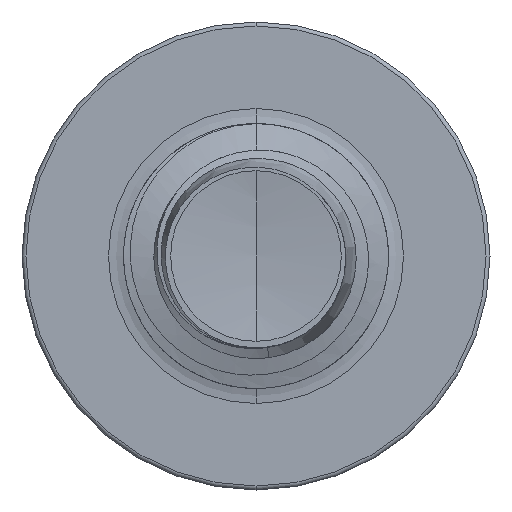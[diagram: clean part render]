
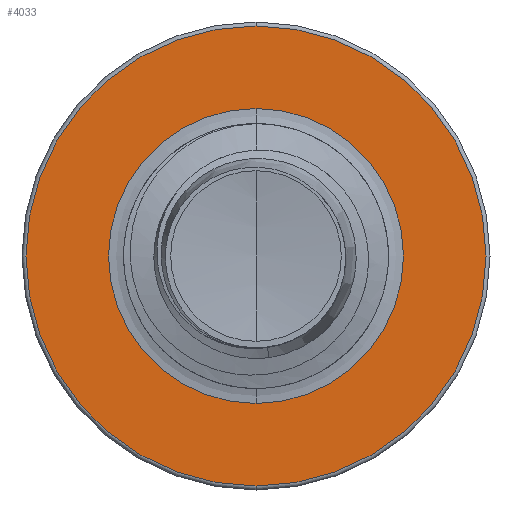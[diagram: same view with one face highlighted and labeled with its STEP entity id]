
A CAD part, front view. The second image highlights one B-rep face of the part: STEP entity #4033.
In plain terms, the highlighted planar face has unit normal (0, -1, 0).
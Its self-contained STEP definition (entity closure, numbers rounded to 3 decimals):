
#168 = CARTESIAN_POINT ( 'NONE',  ( 0., 5., 0. ) ) ;
#1626 = DIRECTION ( 'NONE',  ( 0., 0., 1. ) ) ;
#1950 = EDGE_CURVE ( 'NONE', #12194, #11076, #12751, .T. ) ;
#2104 = VERTEX_POINT ( 'NONE', #8437 ) ;
#2208 = VERTEX_POINT ( 'NONE', #7977 ) ;
#2225 = ORIENTED_EDGE ( 'NONE', *, *, #1950, .F. ) ;
#2915 = FACE_BOUND ( 'NONE', #5284, .T. ) ;
#3091 = DIRECTION ( 'NONE',  ( 0., 1., 0. ) ) ;
#4033 = ADVANCED_FACE ( 'NONE', ( #11197, #2915 ), #12297, .F. ) ;
#4259 = DIRECTION ( 'NONE',  ( 0., 1., 0. ) ) ;
#4432 = AXIS2_PLACEMENT_3D ( 'NONE', #9484, #3091, #10431 ) ;
#5284 = EDGE_LOOP ( 'NONE', ( #8110, #11430 ) ) ;
#5853 = EDGE_CURVE ( 'NONE', #2104, #2208, #12886, .T. ) ;
#6369 = DIRECTION ( 'NONE',  ( 0., 0., 1. ) ) ;
#7236 = DIRECTION ( 'NONE',  ( 0., 1., 0. ) ) ;
#7444 = CARTESIAN_POINT ( 'NONE',  ( 0., 5., -1.67 ) ) ;
#7977 = CARTESIAN_POINT ( 'NONE',  ( 0., 5., 1.67 ) ) ;
#8110 = ORIENTED_EDGE ( 'NONE', *, *, #10200, .T. ) ;
#8279 = ORIENTED_EDGE ( 'NONE', *, *, #10216, .F. ) ;
#8425 = CIRCLE ( 'NONE', #10980, 1.67 ) ;
#8437 = CARTESIAN_POINT ( 'NONE',  ( 0., 5., -1.67 ) ) ;
#8463 = DIRECTION ( 'NONE',  ( 0., 1., 0. ) ) ;
#8820 = DIRECTION ( 'NONE',  ( 0., 0., 1. ) ) ;
#8858 = CARTESIAN_POINT ( 'NONE',  ( 0., 5., 2.605 ) ) ;
#8892 = AXIS2_PLACEMENT_3D ( 'NONE', #7444, #7236, #6369 ) ;
#8947 = DIRECTION ( 'NONE',  ( 0., 1., 0. ) ) ;
#8974 = CARTESIAN_POINT ( 'NONE',  ( 0., 5., 0. ) ) ;
#9484 = CARTESIAN_POINT ( 'NONE',  ( 0., 5., 0. ) ) ;
#10200 = EDGE_CURVE ( 'NONE', #2208, #2104, #8425, .T. ) ;
#10216 = EDGE_CURVE ( 'NONE', #11076, #12194, #11176, .T. ) ;
#10325 = CARTESIAN_POINT ( 'NONE',  ( 0., 5., 0. ) ) ;
#10431 = DIRECTION ( 'NONE',  ( 0., 0., 1. ) ) ;
#10503 = CARTESIAN_POINT ( 'NONE',  ( 0., 5., -2.605 ) ) ;
#10980 = AXIS2_PLACEMENT_3D ( 'NONE', #168, #8463, #1626 ) ;
#11076 = VERTEX_POINT ( 'NONE', #10503 ) ;
#11176 = CIRCLE ( 'NONE', #11520, 2.605 ) ;
#11197 = FACE_OUTER_BOUND ( 'NONE', #13230, .T. ) ;
#11238 = DIRECTION ( 'NONE',  ( 0., 0., 1. ) ) ;
#11430 = ORIENTED_EDGE ( 'NONE', *, *, #5853, .T. ) ;
#11520 = AXIS2_PLACEMENT_3D ( 'NONE', #10325, #4259, #11238 ) ;
#12194 = VERTEX_POINT ( 'NONE', #8858 ) ;
#12297 = PLANE ( 'NONE',  #8892 ) ;
#12573 = AXIS2_PLACEMENT_3D ( 'NONE', #8974, #8947, #8820 ) ;
#12751 = CIRCLE ( 'NONE', #12573, 2.605 ) ;
#12886 = CIRCLE ( 'NONE', #4432, 1.67 ) ;
#13230 = EDGE_LOOP ( 'NONE', ( #2225, #8279 ) ) ;
